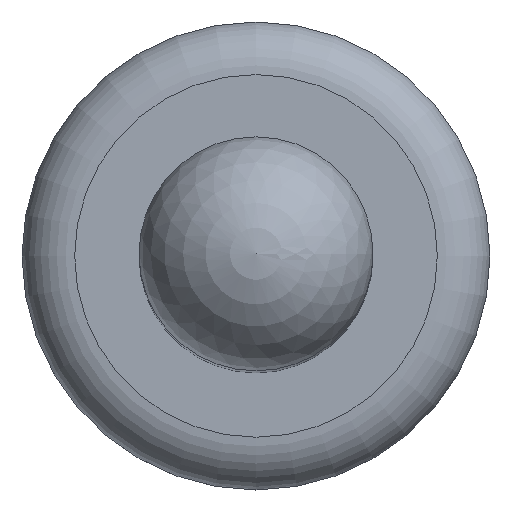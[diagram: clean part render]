
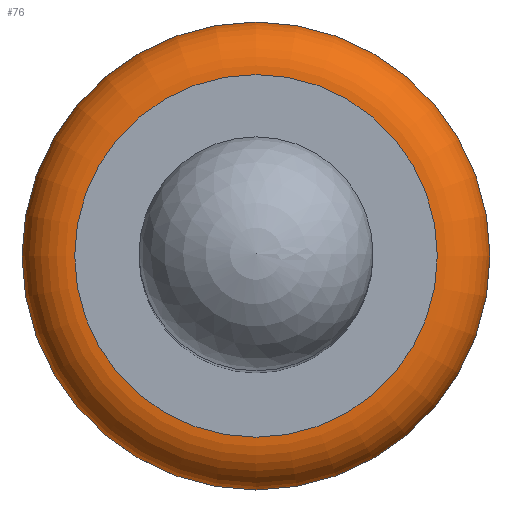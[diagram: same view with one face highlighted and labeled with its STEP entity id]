
A CAD part, top view. The second image highlights one B-rep face of the part: STEP entity #76.
In plain terms, the highlighted toroidal (fillet/blend) face has major radius 0.775 mm and minor radius 0.225 mm.
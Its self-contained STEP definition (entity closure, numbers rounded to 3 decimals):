
#24 = VERTEX_POINT('',#25);
#25 = CARTESIAN_POINT('',(1.,0.,4.275));
#31 = EDGE_CURVE('',#24,#24,#32,.T.);
#32 = CIRCLE('',#33,1.);
#33 = AXIS2_PLACEMENT_3D('',#34,#35,#36);
#34 = CARTESIAN_POINT('',(0.,0.,4.275));
#35 = DIRECTION('',(0.,0.,1.));
#36 = DIRECTION('',(1.,0.,0.));
#76 = ADVANCED_FACE('',(#77),#97,.T.);
#77 = FACE_BOUND('',#78,.T.);
#78 = EDGE_LOOP('',(#79,#88,#89,#90));
#79 = ORIENTED_EDGE('',*,*,#80,.F.);
#80 = EDGE_CURVE('',#24,#81,#83,.T.);
#81 = VERTEX_POINT('',#82);
#82 = CARTESIAN_POINT('',(0.775,0.,4.5));
#83 = CIRCLE('',#84,0.225);
#84 = AXIS2_PLACEMENT_3D('',#85,#86,#87);
#85 = CARTESIAN_POINT('',(0.775,0.,4.275));
#86 = DIRECTION('',(0.,-1.,0.));
#87 = DIRECTION('',(1.,0.,0.));
#88 = ORIENTED_EDGE('',*,*,#31,.T.);
#89 = ORIENTED_EDGE('',*,*,#80,.T.);
#90 = ORIENTED_EDGE('',*,*,#91,.F.);
#91 = EDGE_CURVE('',#81,#81,#92,.T.);
#92 = CIRCLE('',#93,0.775);
#93 = AXIS2_PLACEMENT_3D('',#94,#95,#96);
#94 = CARTESIAN_POINT('',(0.,0.,4.5));
#95 = DIRECTION('',(0.,0.,1.));
#96 = DIRECTION('',(1.,0.,0.));
#97 = TOROIDAL_SURFACE('',#98,0.775,0.225);
#98 = AXIS2_PLACEMENT_3D('',#99,#100,#101);
#99 = CARTESIAN_POINT('',(0.,0.,4.275));
#100 = DIRECTION('',(0.,0.,1.));
#101 = DIRECTION('',(1.,0.,0.));
